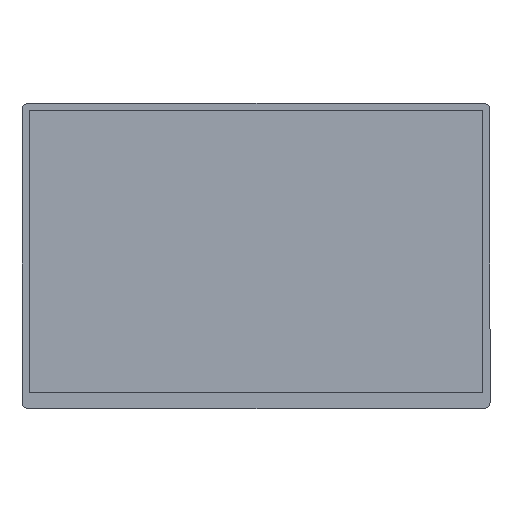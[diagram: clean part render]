
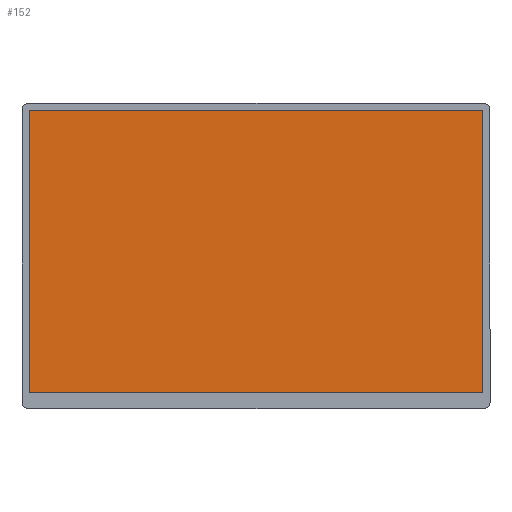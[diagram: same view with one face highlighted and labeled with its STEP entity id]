
A CAD part, top view. The second image highlights one B-rep face of the part: STEP entity #152.
In plain terms, the highlighted planar face has unit normal (0, 0, 1).
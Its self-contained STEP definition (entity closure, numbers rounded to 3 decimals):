
#11 = PLANE ( 'NONE',  #47 ) ;
#47 = AXIS2_PLACEMENT_3D ( 'NONE', #250, #428, #134 ) ;
#64 = ORIENTED_EDGE ( 'NONE', *, *, #437, .T. ) ;
#80 = VECTOR ( 'NONE', #110, 1000. ) ;
#102 = VERTEX_POINT ( 'NONE', #214 ) ;
#110 = DIRECTION ( 'NONE',  ( 0., -1., 0. ) ) ;
#112 = VECTOR ( 'NONE', #391, 1000. ) ;
#117 = VERTEX_POINT ( 'NONE', #435 ) ;
#134 = DIRECTION ( 'NONE',  ( 1., 0., 0. ) ) ;
#146 = EDGE_CURVE ( 'NONE', #327, #363, #316, .T. ) ;
#152 = ADVANCED_FACE ( 'NONE', ( #237 ), #11, .T. ) ;
#171 = CARTESIAN_POINT ( 'NONE',  ( -174.4, 111.9, 9. ) ) ;
#193 = CARTESIAN_POINT ( 'NONE',  ( 174.4, -105., 9. ) ) ;
#214 = CARTESIAN_POINT ( 'NONE',  ( -174.4, -105., 9. ) ) ;
#216 = DIRECTION ( 'NONE',  ( 1., 0., 0. ) ) ;
#224 = EDGE_CURVE ( 'NONE', #363, #117, #279, .T. ) ;
#225 = CARTESIAN_POINT ( 'NONE',  ( 174.4, 111.9, 9. ) ) ;
#237 = FACE_OUTER_BOUND ( 'NONE', #394, .T. ) ;
#250 = CARTESIAN_POINT ( 'NONE',  ( 0., 0., 9. ) ) ;
#273 = VECTOR ( 'NONE', #216, 1000. ) ;
#279 = LINE ( 'NONE', #171, #480 ) ;
#316 = LINE ( 'NONE', #469, #112 ) ;
#321 = ORIENTED_EDGE ( 'NONE', *, *, #146, .T. ) ;
#327 = VERTEX_POINT ( 'NONE', #193 ) ;
#333 = LINE ( 'NONE', #369, #80 ) ;
#348 = ORIENTED_EDGE ( 'NONE', *, *, #381, .T. ) ;
#363 = VERTEX_POINT ( 'NONE', #225 ) ;
#365 = ORIENTED_EDGE ( 'NONE', *, *, #224, .T. ) ;
#369 = CARTESIAN_POINT ( 'NONE',  ( -174.4, 111.9, 9. ) ) ;
#381 = EDGE_CURVE ( 'NONE', #102, #327, #448, .T. ) ;
#391 = DIRECTION ( 'NONE',  ( 0., 1., 0. ) ) ;
#394 = EDGE_LOOP ( 'NONE', ( #64, #348, #321, #365 ) ) ;
#406 = CARTESIAN_POINT ( 'NONE',  ( -174.4, -105., 9. ) ) ;
#426 = DIRECTION ( 'NONE',  ( -1., 0., 0. ) ) ;
#428 = DIRECTION ( 'NONE',  ( 0., 0., 1. ) ) ;
#435 = CARTESIAN_POINT ( 'NONE',  ( -174.4, 111.9, 9. ) ) ;
#437 = EDGE_CURVE ( 'NONE', #117, #102, #333, .T. ) ;
#448 = LINE ( 'NONE', #406, #273 ) ;
#469 = CARTESIAN_POINT ( 'NONE',  ( 174.4, 111.9, 9. ) ) ;
#480 = VECTOR ( 'NONE', #426, 1000. ) ;
